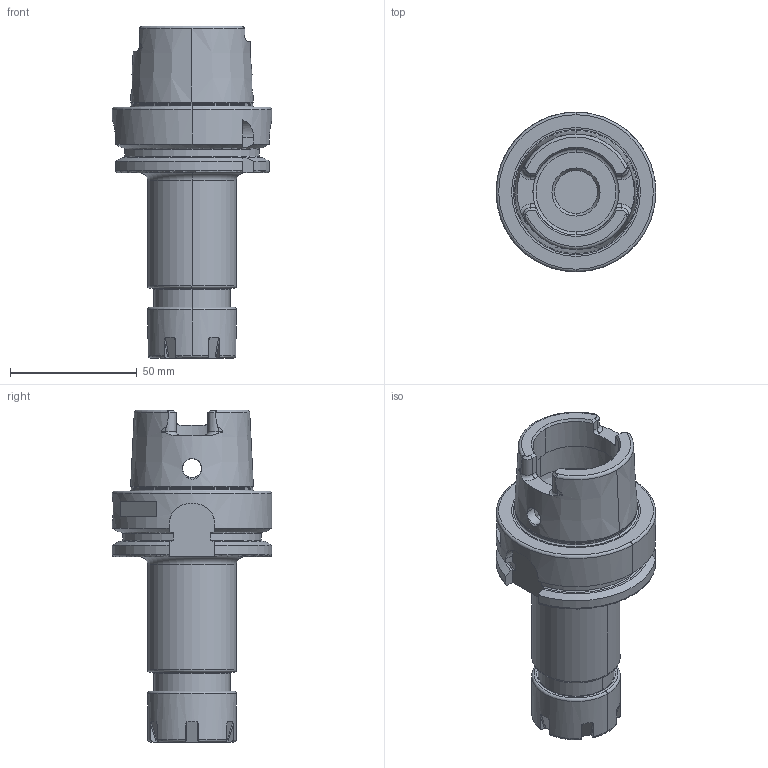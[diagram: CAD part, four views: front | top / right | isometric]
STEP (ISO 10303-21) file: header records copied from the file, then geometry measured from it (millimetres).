
FILE_DESCRIPTION((''),'2;1');
FILE_NAME('A63_02_07_16_1','2021-04-08T',('103090'),(''),'CREO PARAMETRIC BY PTC INC, 2016260','CREO PARAMETRIC BY PTC INC, 2016260','');
FILE_SCHEMA(('CONFIG_CONTROL_DESIGN'));
Length unit declared in the file: millimetre
Products named in the file (1): A63_02_07_16_1
Bounding box: 63 x 63 x 131 mm (x, y, z)
Volume: 126121 mm3; surface area: 35474.9 mm2
Topology: 1 solids, 1 shells, 242 faces, 617 edges, 385 vertices
Faces by surface type: plane 74, cylinder 71, torus 55, cone 36, bspline 6
Entity records: 8503 total; most frequent: CARTESIAN_POINT 2719, ORIENTED_EDGE 1230, DIRECTION 1199, EDGE_CURVE 615, AXIS2_PLACEMENT_3D 495, VERTEX_POINT 385, EDGE_LOOP 256, CIRCLE 256
